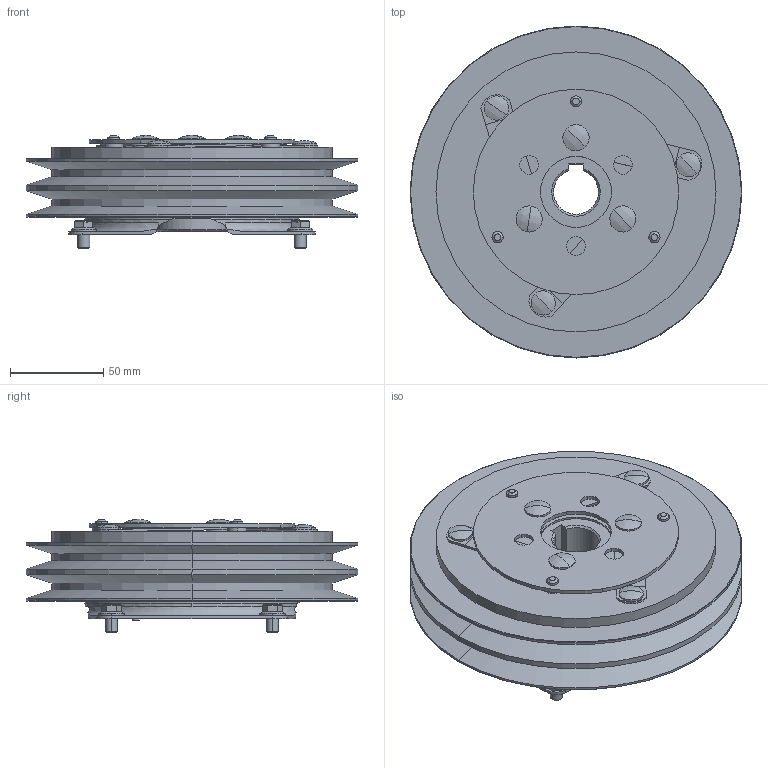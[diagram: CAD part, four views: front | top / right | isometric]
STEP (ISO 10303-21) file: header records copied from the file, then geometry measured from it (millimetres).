
FILE_DESCRIPTION (( 'STEP AP203' ), '1' );
FILE_NAME ('52285000_MAE-04A_MGCL.STEP', '2019-04-05T00:10:37', ( '' ), ( '' ), 'SwSTEP 2.0', 'SolidWorks 2014', '' );
FILE_SCHEMA (( 'CONFIG_CONTROL_DESIGN' ));
Length unit declared in the file: millimetre
Products named in the file (1): 52285000_MAE-04A_MGCL
Bounding box: 177.8 x 177.8 x 60.8 mm (x, y, z)
Volume: 736507.4 mm3; surface area: 139503.7 mm2
Topology: 7 solids, 10 shells, 494 faces, 1166 edges, 713 vertices
Faces by surface type: cylinder 206, plane 187, cone 72, torus 17, sphere 12
Entity records: 14642 total; most frequent: CARTESIAN_POINT 3000, DIRECTION 2574, ORIENTED_EDGE 2300, EDGE_CURVE 1150, AXIS2_PLACEMENT_3D 1030, VERTEX_POINT 713, EDGE_LOOP 577, CIRCLE 535
